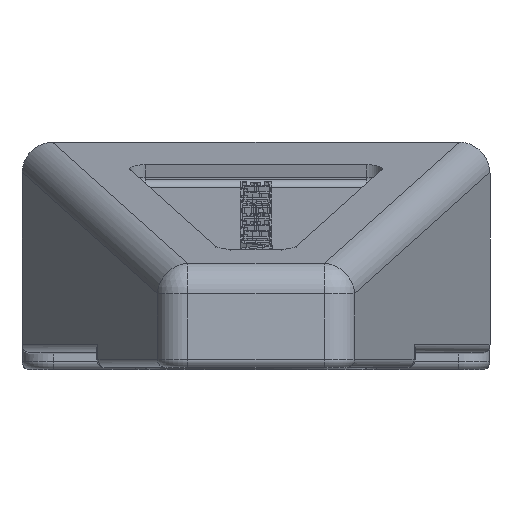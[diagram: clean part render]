
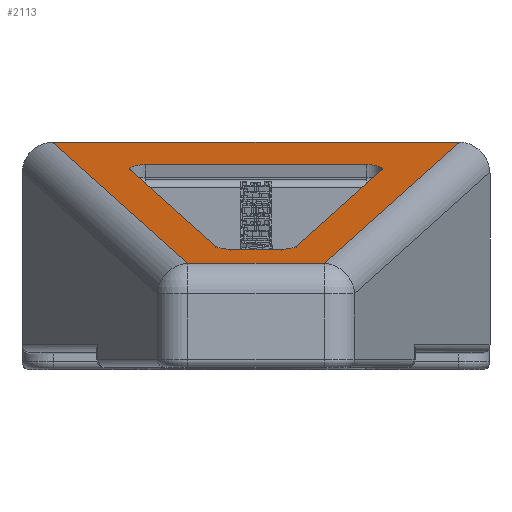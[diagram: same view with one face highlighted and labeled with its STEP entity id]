
A CAD part, top view. The second image highlights one B-rep face of the part: STEP entity #2113.
In plain terms, the highlighted planar face has unit normal (0, 0.966, 0.259).
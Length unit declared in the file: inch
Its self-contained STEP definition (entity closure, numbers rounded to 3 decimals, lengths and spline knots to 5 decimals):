
#149 = VERTEX_POINT ( 'NONE', #11737 ) ;
#175 =( BOUNDED_CURVE ( )  B_SPLINE_CURVE ( 3, ( #5470, #13483, #12187, #4161 ),
 .UNSPECIFIED., .F., .T. ) 
 B_SPLINE_CURVE_WITH_KNOTS ( ( 4, 4 ),
 ( 6.25008, 6.28319 ),
 .UNSPECIFIED. ) 
 CURVE ( )  GEOMETRIC_REPRESENTATION_ITEM ( )  RATIONAL_B_SPLINE_CURVE ( ( 1., 1., 1., 1. ) ) 
 REPRESENTATION_ITEM ( '' )  );
#494 = ORIENTED_EDGE ( 'NONE', *, *, #16941, .T. ) ;
#664 = VECTOR ( 'NONE', #13127, 39.37008 ) ;
#683 = CIRCLE ( 'NONE', #1351, 0.03 ) ;
#826 = VERTEX_POINT ( 'NONE', #12204 ) ;
#1000 = VERTEX_POINT ( 'NONE', #6859 ) ;
#1031 = VERTEX_POINT ( 'NONE', #3614 ) ;
#1064 = LINE ( 'NONE', #3734, #664 ) ;
#1230 = VERTEX_POINT ( 'NONE', #10973 ) ;
#1249 = CARTESIAN_POINT ( 'NONE',  ( 0.21019, 0.37895, 0.65553 ) ) ;
#1351 = AXIS2_PLACEMENT_3D ( 'NONE', #1249, #10644, #2587 ) ;
#1433 = VERTEX_POINT ( 'NONE', #16601 ) ;
#1832 = VERTEX_POINT ( 'NONE', #7436 ) ;
#2113 = ADVANCED_FACE ( 'NONE', ( #13671, #2941 ), #13215, .F. ) ;
#2125 = CARTESIAN_POINT ( 'NONE',  ( 0.385, 0.43, 0.465 ) ) ;
#2286 = EDGE_CURVE ( 'NONE', #1433, #3304, #11579, .T. ) ;
#2288 = DIRECTION ( 'NONE',  ( 0., -0.966, -0.259 ) ) ;
#2465 = VERTEX_POINT ( 'NONE', #15693 ) ;
#2587 = DIRECTION ( 'NONE',  ( 0., 0.259, -0.966 ) ) ;
#2855 = ORIENTED_EDGE ( 'NONE', *, *, #8814, .F. ) ;
#2941 = FACE_OUTER_BOUND ( 'NONE', #10091, .T. ) ;
#3084 = DIRECTION ( 'NONE',  ( -1., 0., 0. ) ) ;
#3202 = CARTESIAN_POINT ( 'NONE',  ( 0.04831, 0.23275, 1.20113 ) ) ;
#3244 = EDGE_CURVE ( 'NONE', #1031, #16207, #8261, .T. ) ;
#3304 = VERTEX_POINT ( 'NONE', #6068 ) ;
#3497 = AXIS2_PLACEMENT_3D ( 'NONE', #3202, #12599, #4589 ) ;
#3537 = DIRECTION ( 'NONE',  ( 0., -0.966, -0.259 ) ) ;
#3614 = CARTESIAN_POINT ( 'NONE',  ( 0.07715, 0.23061, 1.20912 ) ) ;
#3655 = LINE ( 'NONE', #15970, #14376 ) ;
#3734 = CARTESIAN_POINT ( 'NONE',  ( 0.32387, 0.37297, 0.67784 ) ) ;
#3919 = CARTESIAN_POINT ( 'NONE',  ( 0.13022, 0.19808, 1.33053 ) ) ;
#4125 = CARTESIAN_POINT ( 'NONE',  ( 0.07092, 0.22499, 1.23011 ) ) ;
#4161 = CARTESIAN_POINT ( 'NONE',  ( 0.385, 0.43, 0.465 ) ) ;
#4242 = ORIENTED_EDGE ( 'NONE', *, *, #14858, .F. ) ;
#4420 = ORIENTED_EDGE ( 'NONE', *, *, #9969, .F. ) ;
#4528 = LINE ( 'NONE', #9777, #14807 ) ;
#4589 = DIRECTION ( 'NONE',  ( 0., 0.259, -0.966 ) ) ;
#4683 = VERTEX_POINT ( 'NONE', #10949 ) ;
#5137 = CARTESIAN_POINT ( 'NONE',  ( -0.04831, 0.22499, 1.23011 ) ) ;
#5470 = CARTESIAN_POINT ( 'NONE',  ( 0.38699, 0.42997, 0.46512 ) ) ;
#5543 = LINE ( 'NONE', #15064, #16270 ) ;
#6067 = ORIENTED_EDGE ( 'NONE', *, *, #13822, .T. ) ;
#6068 = CARTESIAN_POINT ( 'NONE',  ( -0.13022, 0.19808, 1.33053 ) ) ;
#6158 = VECTOR ( 'NONE', #3084, 39.37008 ) ;
#6163 = ORIENTED_EDGE ( 'NONE', *, *, #10263, .T. ) ;
#6221 = ORIENTED_EDGE ( 'NONE', *, *, #2286, .T. ) ;
#6359 = VECTOR ( 'NONE', #15235, 39.37008 ) ;
#6459 = DIRECTION ( 'NONE',  ( 0.276, 0.249, -0.929 ) ) ;
#6586 = CARTESIAN_POINT ( 'NONE',  ( -0.445, 0.43, 0.465 ) ) ;
#6713 = ORIENTED_EDGE ( 'NONE', *, *, #17109, .T. ) ;
#6859 = CARTESIAN_POINT ( 'NONE',  ( -0.07715, 0.23061, 1.20912 ) ) ;
#7333 =( BOUNDED_CURVE ( )  B_SPLINE_CURVE ( 3, ( #7762, #13368, #17396, #9393 ),
 .UNSPECIFIED., .F., .F. ) 
 B_SPLINE_CURVE_WITH_KNOTS ( ( 4, 4 ),
 ( 3.14159, 3.1747 ),
 .UNSPECIFIED. ) 
 CURVE ( )  GEOMETRIC_REPRESENTATION_ITEM ( )  RATIONAL_B_SPLINE_CURVE ( ( 1., 1., 1., 1. ) ) 
 REPRESENTATION_ITEM ( '' )  );
#7436 = CARTESIAN_POINT ( 'NONE',  ( 0.23903, 0.37681, 0.66352 ) ) ;
#7489 = DIRECTION ( 'NONE',  ( 0.276, -0.249, 0.929 ) ) ;
#7565 = ORIENTED_EDGE ( 'NONE', *, *, #14961, .T. ) ;
#7762 = CARTESIAN_POINT ( 'NONE',  ( -0.385, 0.43, 0.465 ) ) ;
#8261 = CIRCLE ( 'NONE', #3497, 0.03 ) ;
#8296 = CIRCLE ( 'NONE', #14859, 0.03 ) ;
#8518 = CARTESIAN_POINT ( 'NONE',  ( -0.25, 0.38671, 0.62656 ) ) ;
#8814 = EDGE_CURVE ( 'NONE', #4683, #17415, #4528, .T. ) ;
#9181 = ORIENTED_EDGE ( 'NONE', *, *, #15760, .T. ) ;
#9275 = DIRECTION ( 'NONE',  ( 0., 0.259, -0.966 ) ) ;
#9333 = EDGE_LOOP ( 'NONE', ( #4242, #6163, #15608, #6713, #12349, #7565, #4420, #12533 ) ) ;
#9393 = CARTESIAN_POINT ( 'NONE',  ( -0.38699, 0.42997, 0.46512 ) ) ;
#9767 = DIRECTION ( 'NONE',  ( 1., 0., 0. ) ) ;
#9777 = CARTESIAN_POINT ( 'NONE',  ( -0.445, 0.43, 0.465 ) ) ;
#9969 = EDGE_CURVE ( 'NONE', #1031, #1832, #3655, .T. ) ;
#10091 = EDGE_LOOP ( 'NONE', ( #9181, #6067, #2855, #11452, #6221, #494 ) ) ;
#10263 = EDGE_CURVE ( 'NONE', #14743, #1000, #8296, .T. ) ;
#10349 = CARTESIAN_POINT ( 'NONE',  ( -0.04831, 0.23275, 1.20113 ) ) ;
#10644 = DIRECTION ( 'NONE',  ( 0., -0.966, -0.259 ) ) ;
#10708 = VECTOR ( 'NONE', #7489, 39.37008 ) ;
#10949 = CARTESIAN_POINT ( 'NONE',  ( -0.385, 0.43, 0.465 ) ) ;
#10973 = CARTESIAN_POINT ( 'NONE',  ( -0.21019, 0.38671, 0.62656 ) ) ;
#11112 = DIRECTION ( 'NONE',  ( 1., 0., 0. ) ) ;
#11423 = CIRCLE ( 'NONE', #14761, 0.03 ) ;
#11452 = ORIENTED_EDGE ( 'NONE', *, *, #12734, .T. ) ;
#11579 = LINE ( 'NONE', #14162, #10708 ) ;
#11583 = CARTESIAN_POINT ( 'NONE',  ( -0.21019, 0.37895, 0.65553 ) ) ;
#11688 = DIRECTION ( 'NONE',  ( 0., 0.259, -0.966 ) ) ;
#11737 = CARTESIAN_POINT ( 'NONE',  ( 0.21019, 0.38671, 0.62656 ) ) ;
#11800 = VECTOR ( 'NONE', #15003, 39.37008 ) ;
#12187 = CARTESIAN_POINT ( 'NONE',  ( 0.38566, 0.43, 0.465 ) ) ;
#12204 = CARTESIAN_POINT ( 'NONE',  ( -0.23903, 0.37681, 0.66352 ) ) ;
#12349 = ORIENTED_EDGE ( 'NONE', *, *, #15974, .F. ) ;
#12533 = ORIENTED_EDGE ( 'NONE', *, *, #3244, .T. ) ;
#12599 = DIRECTION ( 'NONE',  ( 0., -0.966, -0.259 ) ) ;
#12661 = LINE ( 'NONE', #4125, #11800 ) ;
#12734 = EDGE_CURVE ( 'NONE', #4683, #1433, #7333, .T. ) ;
#12928 = DIRECTION ( 'NONE',  ( 0., 0.259, -0.966 ) ) ;
#13127 = DIRECTION ( 'NONE',  ( 0.276, 0.249, -0.929 ) ) ;
#13215 = PLANE ( 'NONE',  #13474 ) ;
#13233 = LINE ( 'NONE', #8518, #6158 ) ;
#13368 = CARTESIAN_POINT ( 'NONE',  ( -0.38566, 0.43, 0.465 ) ) ;
#13474 = AXIS2_PLACEMENT_3D ( 'NONE', #6586, #17284, #9275 ) ;
#13483 = CARTESIAN_POINT ( 'NONE',  ( 0.38632, 0.42999, 0.46504 ) ) ;
#13671 = FACE_BOUND ( 'NONE', #9333, .T. ) ;
#13822 = EDGE_CURVE ( 'NONE', #2465, #17415, #175, .T. ) ;
#13860 = CARTESIAN_POINT ( 'NONE',  ( -0.07092, 0.22499, 1.23011 ) ) ;
#14162 = CARTESIAN_POINT ( 'NONE',  ( -0.39142, 0.43397, 0.45017 ) ) ;
#14376 = VECTOR ( 'NONE', #6459, 39.37008 ) ;
#14743 = VERTEX_POINT ( 'NONE', #5137 ) ;
#14761 = AXIS2_PLACEMENT_3D ( 'NONE', #11583, #3537, #12928 ) ;
#14807 = VECTOR ( 'NONE', #11112, 39.37008 ) ;
#14858 = EDGE_CURVE ( 'NONE', #14743, #16207, #12661, .T. ) ;
#14859 = AXIS2_PLACEMENT_3D ( 'NONE', #10349, #2288, #11688 ) ;
#14961 = EDGE_CURVE ( 'NONE', #149, #1832, #683, .T. ) ;
#15003 = DIRECTION ( 'NONE',  ( 1., 0., 0. ) ) ;
#15064 = CARTESIAN_POINT ( 'NONE',  ( -0.445, 0.19808, 1.33053 ) ) ;
#15235 = DIRECTION ( 'NONE',  ( 0.276, -0.249, 0.929 ) ) ;
#15462 = EDGE_CURVE ( 'NONE', #826, #1000, #17042, .T. ) ;
#15608 = ORIENTED_EDGE ( 'NONE', *, *, #15462, .F. ) ;
#15693 = CARTESIAN_POINT ( 'NONE',  ( 0.38699, 0.42997, 0.46512 ) ) ;
#15760 = EDGE_CURVE ( 'NONE', #15804, #2465, #1064, .T. ) ;
#15804 = VERTEX_POINT ( 'NONE', #3919 ) ;
#15970 = CARTESIAN_POINT ( 'NONE',  ( 0.25, 0.38671, 0.62656 ) ) ;
#15974 = EDGE_CURVE ( 'NONE', #149, #1230, #13233, .T. ) ;
#16207 = VERTEX_POINT ( 'NONE', #17156 ) ;
#16270 = VECTOR ( 'NONE', #9767, 39.37008 ) ;
#16601 = CARTESIAN_POINT ( 'NONE',  ( -0.38699, 0.42997, 0.46512 ) ) ;
#16941 = EDGE_CURVE ( 'NONE', #3304, #15804, #5543, .T. ) ;
#17042 = LINE ( 'NONE', #13860, #6359 ) ;
#17109 = EDGE_CURVE ( 'NONE', #826, #1230, #11423, .T. ) ;
#17156 = CARTESIAN_POINT ( 'NONE',  ( 0.04831, 0.22499, 1.23011 ) ) ;
#17284 = DIRECTION ( 'NONE',  ( 0., -0.966, -0.259 ) ) ;
#17396 = CARTESIAN_POINT ( 'NONE',  ( -0.38632, 0.42999, 0.46504 ) ) ;
#17415 = VERTEX_POINT ( 'NONE', #2125 ) ;
